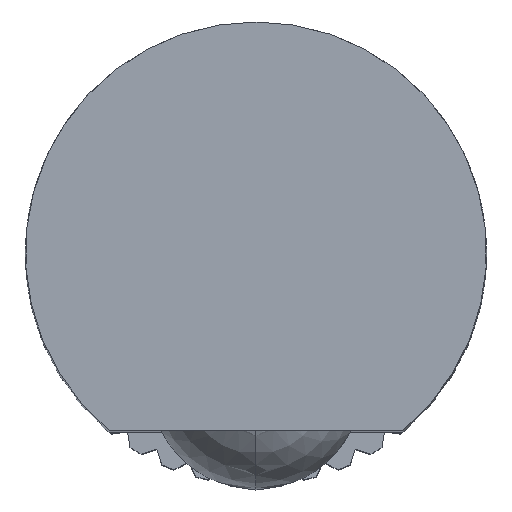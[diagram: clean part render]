
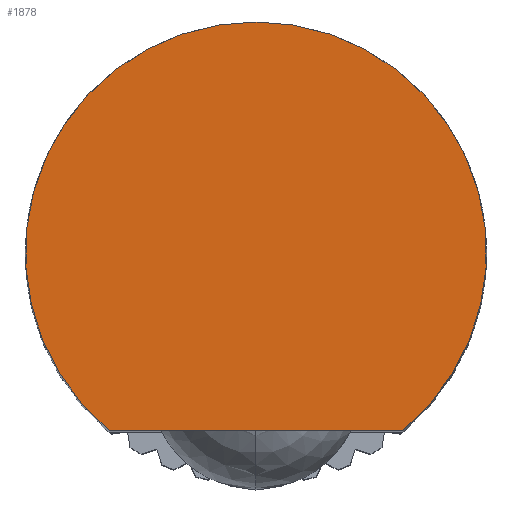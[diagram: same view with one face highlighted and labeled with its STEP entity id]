
A CAD part, top view. The second image highlights one B-rep face of the part: STEP entity #1878.
In plain terms, the highlighted planar face has unit normal (0, 0, 1).
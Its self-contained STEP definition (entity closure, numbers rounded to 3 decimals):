
#910=EDGE_CURVE('',#2112,#2032,#2509,.T.);
#1438=VERTEX_POINT('',#3084);
#1728=EDGE_CURVE('',#2032,#1438,#3395,.T.);
#1878=ADVANCED_FACE('',(#3560),#3561,.T.);
#1912=EDGE_CURVE('',#1438,#2112,#3597,.T.);
#2032=VERTEX_POINT('',#3728);
#2112=VERTEX_POINT('',#3814);
#2509=LINE('',#4313,#4314);
#3084=CARTESIAN_POINT('',(0.,7.0,40.0));
#3395=CIRCLE('',#5877,7.0);
#3560=FACE_OUTER_BOUND('',#6178,.T.);
#3561=PLANE('',#6179);
#3597=CIRCLE('',#6235,7.0);
#3728=CARTESIAN_POINT('',(4.454,-5.4,40.0));
#3814=CARTESIAN_POINT('',(-4.454,-5.4,40.0));
#4313=CARTESIAN_POINT('',(2.227,-5.4,40.0));
#4314=VECTOR('',#7251,1.0);
#5877=AXIS2_PLACEMENT_3D('',#8221,#8222,#8223);
#6178=EDGE_LOOP('',(#8441,#8442,#8443));
#6179=AXIS2_PLACEMENT_3D('',#8444,#8445,#8446);
#6235=AXIS2_PLACEMENT_3D('',#8475,#8476,#8477);
#7251=DIRECTION('',(1.0,0.0,0.));
#8221=CARTESIAN_POINT('',(0.,0.,40.0));
#8222=DIRECTION('',(0.,0.,1.0));
#8223=DIRECTION('',(0.,1.0,0.));
#8441=ORIENTED_EDGE('',*,*,#1728,.T.);
#8442=ORIENTED_EDGE('',*,*,#1912,.T.);
#8443=ORIENTED_EDGE('',*,*,#910,.T.);
#8444=CARTESIAN_POINT('',(0.,3.5,40.0));
#8445=DIRECTION('',(0.,0.,1.0));
#8446=DIRECTION('',(0.,1.0,0.0));
#8475=CARTESIAN_POINT('',(0.,0.,40.0));
#8476=DIRECTION('',(0.,0.,1.0));
#8477=DIRECTION('',(0.,1.0,0.));
